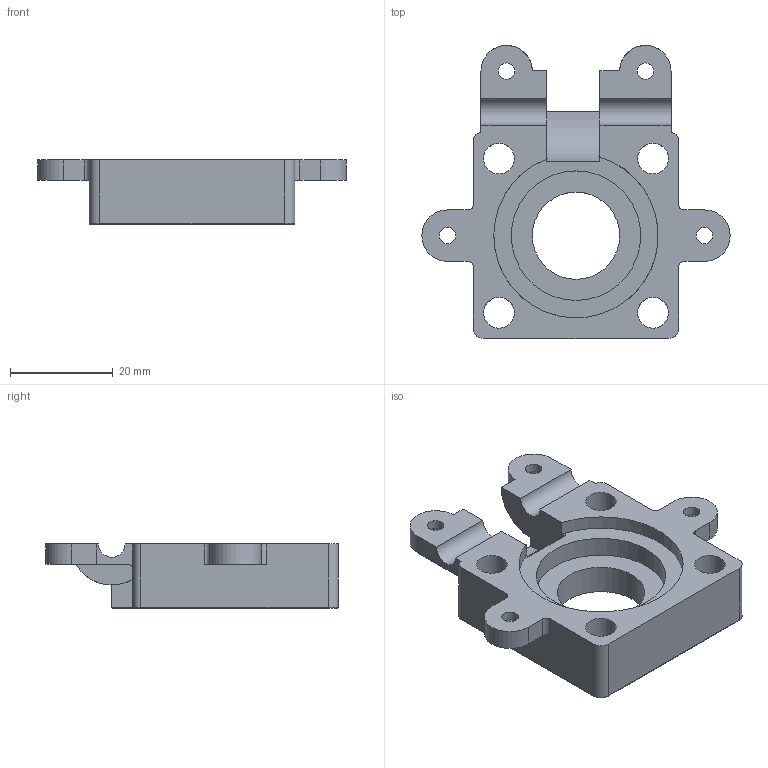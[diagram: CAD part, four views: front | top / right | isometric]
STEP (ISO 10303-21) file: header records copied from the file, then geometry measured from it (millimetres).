
FILE_DESCRIPTION(/* description */ (''),/* implementation_level */ '2;1');
FILE_NAME(/* name */ 'Housing half 2_v1.step',/* time_stamp */ '2024-02-15T15:47:55-05:00',/* author */ (''),/* organization */ (''),/* preprocessor_version */ 'ST-DEVELOPER v20',/* originating_system */ 'Autodesk Translation Framework v12.20.1.177',/* authorisation */ '');
FILE_SCHEMA (('AUTOMOTIVE_DESIGN { 1 0 10303 214 3 1 1 }'));
Length unit declared in the file: millimetre
Products named in the file (1): Housing half 2
Bounding box: 60 x 57 x 12.51 mm (x, y, z)
Volume: 14904.5 mm3; surface area: 8274.6 mm2
Topology: 1 solids, 1 shells, 108 faces, 288 edges, 187 vertices
Faces by surface type: plane 66, cylinder 38, torus 4
Full cylindrical faces by diameter (mm): 3.2 x4, 6 x4, 17 x1, 25.2 x1
Entity records: 3428 total; most frequent: CARTESIAN_POINT 590, DIRECTION 589, ORIENTED_EDGE 576, EDGE_CURVE 288, LINE 201, VECTOR 201, AXIS2_PLACEMENT_3D 194, VERTEX_POINT 187
